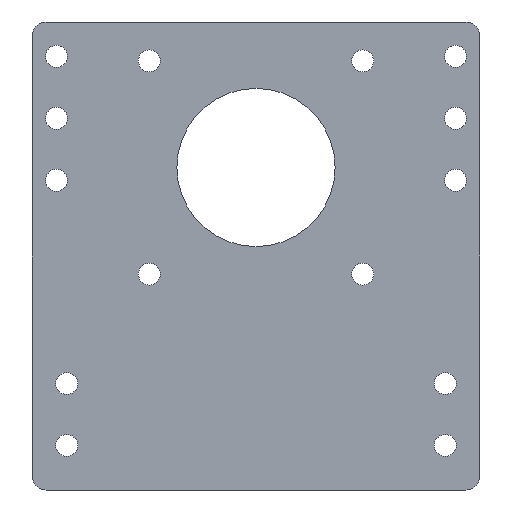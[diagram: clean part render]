
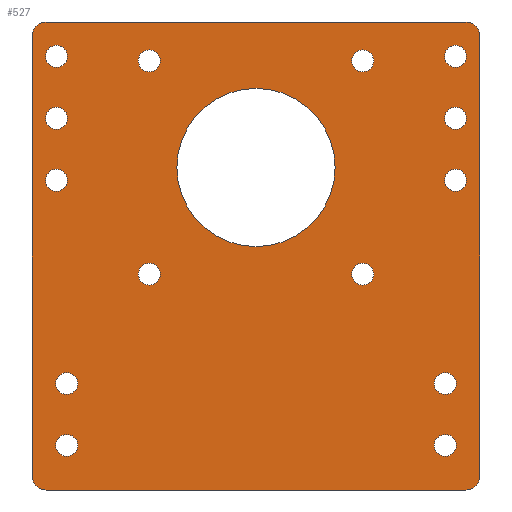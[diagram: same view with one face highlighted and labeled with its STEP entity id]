
A CAD part, front view. The second image highlights one B-rep face of the part: STEP entity #527.
In plain terms, the highlighted planar face has unit normal (0, -1, 0).
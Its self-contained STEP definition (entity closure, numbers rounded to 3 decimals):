
#30=FACE_BOUND('',#116,.T.);
#31=FACE_BOUND('',#117,.T.);
#32=FACE_BOUND('',#118,.T.);
#33=FACE_BOUND('',#119,.T.);
#34=FACE_BOUND('',#120,.T.);
#35=FACE_BOUND('',#121,.T.);
#36=FACE_BOUND('',#122,.T.);
#37=FACE_BOUND('',#123,.T.);
#38=FACE_BOUND('',#124,.T.);
#39=FACE_BOUND('',#125,.T.);
#40=FACE_BOUND('',#126,.T.);
#41=FACE_BOUND('',#127,.T.);
#42=FACE_BOUND('',#128,.T.);
#43=FACE_BOUND('',#129,.T.);
#44=FACE_BOUND('',#130,.T.);
#50=PLANE('',#604);
#75=FACE_OUTER_BOUND('',#115,.T.);
#115=EDGE_LOOP('',(#461,#462,#463,#464,#465,#466,#467,#468));
#116=EDGE_LOOP('',(#469));
#117=EDGE_LOOP('',(#470));
#118=EDGE_LOOP('',(#471));
#119=EDGE_LOOP('',(#472));
#120=EDGE_LOOP('',(#473));
#121=EDGE_LOOP('',(#474));
#122=EDGE_LOOP('',(#475));
#123=EDGE_LOOP('',(#476));
#124=EDGE_LOOP('',(#477));
#125=EDGE_LOOP('',(#478));
#126=EDGE_LOOP('',(#479));
#127=EDGE_LOOP('',(#480));
#128=EDGE_LOOP('',(#481));
#129=EDGE_LOOP('',(#482));
#130=EDGE_LOOP('',(#483));
#135=LINE('',#779,#166);
#141=LINE('',#830,#172);
#160=LINE('',#901,#191);
#161=LINE('',#903,#192);
#166=VECTOR('',#619,10.);
#172=VECTOR('',#669,10.);
#191=VECTOR('',#758,10.);
#192=VECTOR('',#761,10.);
#193=CIRCLE('',#543,2.);
#213=CIRCLE('',#566,2.);
#214=CIRCLE('',#569,2.);
#215=CIRCLE('',#571,2.);
#216=CIRCLE('',#573,11.5);
#217=CIRCLE('',#575,1.6);
#218=CIRCLE('',#577,1.6);
#219=CIRCLE('',#579,1.6);
#220=CIRCLE('',#581,1.6);
#221=CIRCLE('',#583,1.6);
#222=CIRCLE('',#585,1.6);
#223=CIRCLE('',#587,1.6);
#224=CIRCLE('',#589,1.6);
#225=CIRCLE('',#591,1.6);
#226=CIRCLE('',#593,1.6);
#227=CIRCLE('',#595,1.6);
#228=CIRCLE('',#597,1.6);
#229=CIRCLE('',#599,1.6);
#230=CIRCLE('',#601,1.6);
#231=VERTEX_POINT('',#766);
#232=VERTEX_POINT('',#767);
#236=VERTEX_POINT('',#777);
#257=VERTEX_POINT('',#823);
#258=VERTEX_POINT('',#824);
#259=VERTEX_POINT('',#829);
#260=VERTEX_POINT('',#833);
#261=VERTEX_POINT('',#837);
#262=VERTEX_POINT('',#841);
#263=VERTEX_POINT('',#845);
#264=VERTEX_POINT('',#849);
#265=VERTEX_POINT('',#853);
#266=VERTEX_POINT('',#857);
#267=VERTEX_POINT('',#861);
#268=VERTEX_POINT('',#865);
#269=VERTEX_POINT('',#869);
#270=VERTEX_POINT('',#873);
#271=VERTEX_POINT('',#877);
#272=VERTEX_POINT('',#881);
#273=VERTEX_POINT('',#885);
#274=VERTEX_POINT('',#889);
#275=VERTEX_POINT('',#893);
#276=VERTEX_POINT('',#897);
#277=EDGE_CURVE('',#231,#232,#193,.T.);
#283=EDGE_CURVE('',#231,#236,#135,.T.);
#305=EDGE_CURVE('',#257,#258,#213,.T.);
#308=EDGE_CURVE('',#259,#258,#141,.T.);
#310=EDGE_CURVE('',#259,#260,#214,.T.);
#312=EDGE_CURVE('',#261,#236,#215,.T.);
#314=EDGE_CURVE('',#262,#262,#216,.T.);
#316=EDGE_CURVE('',#263,#263,#217,.T.);
#318=EDGE_CURVE('',#264,#264,#218,.T.);
#320=EDGE_CURVE('',#265,#265,#219,.T.);
#322=EDGE_CURVE('',#266,#266,#220,.T.);
#324=EDGE_CURVE('',#267,#267,#221,.T.);
#326=EDGE_CURVE('',#268,#268,#222,.T.);
#328=EDGE_CURVE('',#269,#269,#223,.T.);
#330=EDGE_CURVE('',#270,#270,#224,.T.);
#332=EDGE_CURVE('',#271,#271,#225,.T.);
#334=EDGE_CURVE('',#272,#272,#226,.T.);
#336=EDGE_CURVE('',#273,#273,#227,.T.);
#338=EDGE_CURVE('',#274,#274,#228,.T.);
#340=EDGE_CURVE('',#275,#275,#229,.T.);
#342=EDGE_CURVE('',#276,#276,#230,.T.);
#344=EDGE_CURVE('',#261,#260,#160,.T.);
#345=EDGE_CURVE('',#257,#232,#161,.T.);
#461=ORIENTED_EDGE('',*,*,#277,.F.);
#462=ORIENTED_EDGE('',*,*,#283,.T.);
#463=ORIENTED_EDGE('',*,*,#312,.F.);
#464=ORIENTED_EDGE('',*,*,#344,.T.);
#465=ORIENTED_EDGE('',*,*,#310,.F.);
#466=ORIENTED_EDGE('',*,*,#308,.T.);
#467=ORIENTED_EDGE('',*,*,#305,.F.);
#468=ORIENTED_EDGE('',*,*,#345,.T.);
#469=ORIENTED_EDGE('',*,*,#342,.T.);
#470=ORIENTED_EDGE('',*,*,#340,.T.);
#471=ORIENTED_EDGE('',*,*,#338,.T.);
#472=ORIENTED_EDGE('',*,*,#336,.T.);
#473=ORIENTED_EDGE('',*,*,#334,.T.);
#474=ORIENTED_EDGE('',*,*,#332,.T.);
#475=ORIENTED_EDGE('',*,*,#330,.T.);
#476=ORIENTED_EDGE('',*,*,#328,.T.);
#477=ORIENTED_EDGE('',*,*,#326,.T.);
#478=ORIENTED_EDGE('',*,*,#324,.T.);
#479=ORIENTED_EDGE('',*,*,#322,.T.);
#480=ORIENTED_EDGE('',*,*,#320,.T.);
#481=ORIENTED_EDGE('',*,*,#318,.T.);
#482=ORIENTED_EDGE('',*,*,#316,.T.);
#483=ORIENTED_EDGE('',*,*,#314,.T.);
#527=ADVANCED_FACE('',(#75,#30,#31,#32,#33,#34,#35,#36,#37,#38,#39,#40,
#41,#42,#43,#44),#50,.T.);
#543=AXIS2_PLACEMENT_3D('',#768,#609,#610);
#566=AXIS2_PLACEMENT_3D('',#825,#663,#664);
#569=AXIS2_PLACEMENT_3D('',#834,#673,#674);
#571=AXIS2_PLACEMENT_3D('',#838,#678,#679);
#573=AXIS2_PLACEMENT_3D('',#842,#683,#684);
#575=AXIS2_PLACEMENT_3D('',#846,#688,#689);
#577=AXIS2_PLACEMENT_3D('',#850,#693,#694);
#579=AXIS2_PLACEMENT_3D('',#854,#698,#699);
#581=AXIS2_PLACEMENT_3D('',#858,#703,#704);
#583=AXIS2_PLACEMENT_3D('',#862,#708,#709);
#585=AXIS2_PLACEMENT_3D('',#866,#713,#714);
#587=AXIS2_PLACEMENT_3D('',#870,#718,#719);
#589=AXIS2_PLACEMENT_3D('',#874,#723,#724);
#591=AXIS2_PLACEMENT_3D('',#878,#728,#729);
#593=AXIS2_PLACEMENT_3D('',#882,#733,#734);
#595=AXIS2_PLACEMENT_3D('',#886,#738,#739);
#597=AXIS2_PLACEMENT_3D('',#890,#743,#744);
#599=AXIS2_PLACEMENT_3D('',#894,#748,#749);
#601=AXIS2_PLACEMENT_3D('',#898,#753,#754);
#604=AXIS2_PLACEMENT_3D('',#904,#762,#763);
#609=DIRECTION('center_axis',(0.,1.,0.));
#610=DIRECTION('ref_axis',(0.707,0.,-0.707));
#619=DIRECTION('',(0.,0.,1.));
#663=DIRECTION('center_axis',(0.,1.,0.));
#664=DIRECTION('ref_axis',(-0.707,0.,-0.707));
#669=DIRECTION('',(0.,0.,-1.));
#673=DIRECTION('center_axis',(0.,1.,0.));
#674=DIRECTION('ref_axis',(-0.707,0.,0.707));
#678=DIRECTION('center_axis',(0.,1.,0.));
#679=DIRECTION('ref_axis',(0.707,0.,0.707));
#683=DIRECTION('center_axis',(0.,1.,0.));
#684=DIRECTION('ref_axis',(1.,0.,0.));
#688=DIRECTION('center_axis',(0.,1.,0.));
#689=DIRECTION('ref_axis',(1.,0.,0.));
#693=DIRECTION('center_axis',(0.,1.,0.));
#694=DIRECTION('ref_axis',(1.,0.,0.));
#698=DIRECTION('center_axis',(0.,1.,0.));
#699=DIRECTION('ref_axis',(1.,0.,0.));
#703=DIRECTION('center_axis',(0.,1.,0.));
#704=DIRECTION('ref_axis',(1.,0.,0.));
#708=DIRECTION('center_axis',(0.,1.,0.));
#709=DIRECTION('ref_axis',(1.,0.,0.));
#713=DIRECTION('center_axis',(0.,1.,0.));
#714=DIRECTION('ref_axis',(1.,0.,0.));
#718=DIRECTION('center_axis',(0.,1.,0.));
#719=DIRECTION('ref_axis',(1.,0.,0.));
#723=DIRECTION('center_axis',(0.,1.,0.));
#724=DIRECTION('ref_axis',(1.,0.,0.));
#728=DIRECTION('center_axis',(0.,1.,0.));
#729=DIRECTION('ref_axis',(1.,0.,0.));
#733=DIRECTION('center_axis',(0.,1.,0.));
#734=DIRECTION('ref_axis',(1.,0.,0.));
#738=DIRECTION('center_axis',(0.,1.,0.));
#739=DIRECTION('ref_axis',(1.,0.,0.));
#743=DIRECTION('center_axis',(0.,1.,0.));
#744=DIRECTION('ref_axis',(1.,0.,0.));
#748=DIRECTION('center_axis',(0.,1.,0.));
#749=DIRECTION('ref_axis',(1.,0.,0.));
#753=DIRECTION('center_axis',(0.,1.,0.));
#754=DIRECTION('ref_axis',(1.,0.,0.));
#758=DIRECTION('',(-1.,0.,0.));
#761=DIRECTION('',(1.,0.,0.));
#762=DIRECTION('center_axis',(0.,-1.,0.));
#763=DIRECTION('ref_axis',(1.,0.,0.));
#766=CARTESIAN_POINT('',(65.,-71.025,2.));
#767=CARTESIAN_POINT('',(63.,-71.025,0.));
#768=CARTESIAN_POINT('Origin',(63.,-71.025,2.));
#777=CARTESIAN_POINT('',(65.,-71.025,66.025));
#779=CARTESIAN_POINT('',(65.,-71.025,68.025));
#823=CARTESIAN_POINT('',(2.,-71.025,0.));
#824=CARTESIAN_POINT('',(0.,-71.025,2.));
#825=CARTESIAN_POINT('Origin',(2.,-71.025,2.));
#829=CARTESIAN_POINT('',(0.,-71.025,66.025));
#830=CARTESIAN_POINT('',(0.,-71.025,0.));
#833=CARTESIAN_POINT('',(2.,-71.025,68.025));
#834=CARTESIAN_POINT('Origin',(2.,-71.025,66.025));
#837=CARTESIAN_POINT('',(63.,-71.025,68.025));
#838=CARTESIAN_POINT('Origin',(63.,-71.025,66.025));
#841=CARTESIAN_POINT('',(21.,-71.025,46.875));
#842=CARTESIAN_POINT('Origin',(32.5,-71.025,46.875));
#845=CARTESIAN_POINT('',(58.4,-71.025,6.475));
#846=CARTESIAN_POINT('Origin',(60.,-71.025,6.475));
#849=CARTESIAN_POINT('',(58.4,-71.025,15.475));
#850=CARTESIAN_POINT('Origin',(60.,-71.025,15.475));
#853=CARTESIAN_POINT('',(3.4,-71.025,6.475));
#854=CARTESIAN_POINT('Origin',(5.,-71.025,6.475));
#857=CARTESIAN_POINT('',(3.4,-71.025,15.475));
#858=CARTESIAN_POINT('Origin',(5.,-71.025,15.475));
#861=CARTESIAN_POINT('',(59.9,-71.025,63.025));
#862=CARTESIAN_POINT('Origin',(61.5,-71.025,63.025));
#865=CARTESIAN_POINT('',(1.9,-71.025,45.025));
#866=CARTESIAN_POINT('Origin',(3.5,-71.025,45.025));
#869=CARTESIAN_POINT('',(1.9,-71.025,54.025));
#870=CARTESIAN_POINT('Origin',(3.5,-71.025,54.025));
#873=CARTESIAN_POINT('',(1.9,-71.025,63.025));
#874=CARTESIAN_POINT('Origin',(3.5,-71.025,63.025));
#877=CARTESIAN_POINT('',(59.9,-71.025,45.025));
#878=CARTESIAN_POINT('Origin',(61.5,-71.025,45.025));
#881=CARTESIAN_POINT('',(59.9,-71.025,54.025));
#882=CARTESIAN_POINT('Origin',(61.5,-71.025,54.025));
#885=CARTESIAN_POINT('',(15.4,-71.025,62.375));
#886=CARTESIAN_POINT('Origin',(17.,-71.025,62.375));
#889=CARTESIAN_POINT('',(15.4,-71.025,31.375));
#890=CARTESIAN_POINT('Origin',(17.,-71.025,31.375));
#893=CARTESIAN_POINT('',(46.4,-71.025,62.375));
#894=CARTESIAN_POINT('Origin',(48.,-71.025,62.375));
#897=CARTESIAN_POINT('',(46.4,-71.025,31.375));
#898=CARTESIAN_POINT('Origin',(48.,-71.025,31.375));
#901=CARTESIAN_POINT('',(0.,-71.025,68.025));
#903=CARTESIAN_POINT('',(65.,-71.025,0.));
#904=CARTESIAN_POINT('Origin',(32.5,-71.025,34.013));
